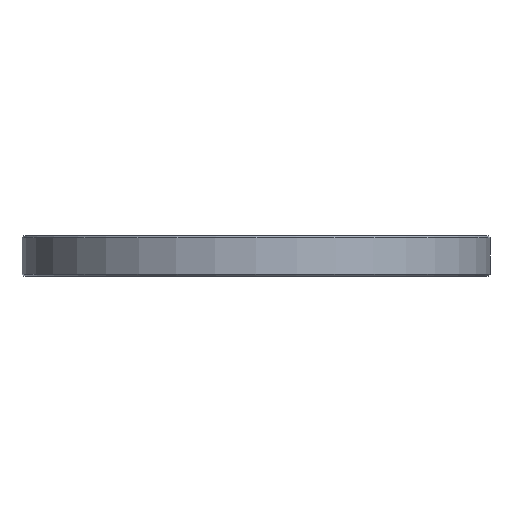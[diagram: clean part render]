
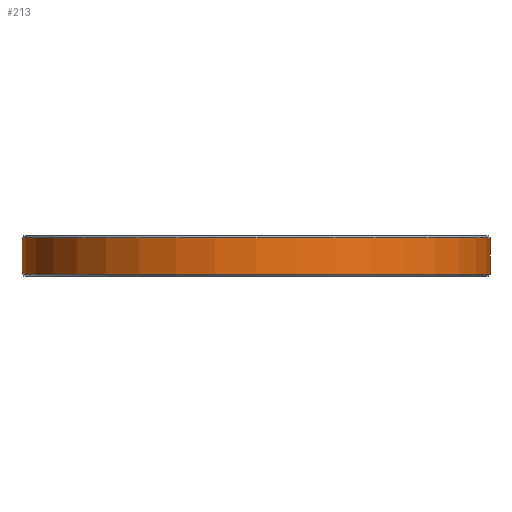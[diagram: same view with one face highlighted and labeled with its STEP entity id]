
A CAD part, front view. The second image highlights one B-rep face of the part: STEP entity #213.
In plain terms, the highlighted cylindrical face has radius 73.025 mm (diameter 146.05 mm), a partial arc.
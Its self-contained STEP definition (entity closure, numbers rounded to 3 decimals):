
#16=CYLINDRICAL_SURFACE('',#248,73.025);
#19=CIRCLE('',#244,73.025);
#22=CIRCLE('',#249,73.025);
#37=FACE_OUTER_BOUND('',#49,.T.);
#49=EDGE_LOOP('',(#173,#174,#175,#176));
#67=LINE('',#366,#85);
#69=LINE('',#372,#87);
#85=VECTOR('',#275,10.);
#87=VECTOR('',#279,10.);
#96=VERTEX_POINT('',#330);
#104=VERTEX_POINT('',#364);
#105=VERTEX_POINT('',#368);
#107=VERTEX_POINT('',#371);
#124=EDGE_CURVE('',#96,#104,#67,.T.);
#126=EDGE_CURVE('',#107,#105,#69,.T.);
#135=EDGE_CURVE('',#107,#104,#19,.T.);
#138=EDGE_CURVE('',#96,#105,#22,.T.);
#173=ORIENTED_EDGE('',*,*,#126,.T.);
#174=ORIENTED_EDGE('',*,*,#138,.F.);
#175=ORIENTED_EDGE('',*,*,#124,.T.);
#176=ORIENTED_EDGE('',*,*,#135,.F.);
#213=ADVANCED_FACE('',(#37),#16,.T.);
#244=AXIS2_PLACEMENT_3D('',#407,#289,#290);
#248=AXIS2_PLACEMENT_3D('',#411,#297,#298);
#249=AXIS2_PLACEMENT_3D('',#412,#299,#300);
#275=DIRECTION('',(0.,0.,-1.));
#279=DIRECTION('',(0.,0.,1.));
#289=DIRECTION('center_axis',(0.,0.,-1.));
#290=DIRECTION('ref_axis',(-1.,0.,0.));
#297=DIRECTION('center_axis',(0.,0.,1.));
#298=DIRECTION('ref_axis',(0.,-1.,0.));
#299=DIRECTION('center_axis',(0.,0.,1.));
#300=DIRECTION('ref_axis',(-1.,0.,0.));
#330=CARTESIAN_POINT('',(-0.05,73.025,12.1));
#364=CARTESIAN_POINT('',(-0.05,73.025,0.6));
#366=CARTESIAN_POINT('',(-0.05,73.025,0.));
#368=CARTESIAN_POINT('',(0.05,73.025,12.1));
#371=CARTESIAN_POINT('',(0.05,73.025,0.6));
#372=CARTESIAN_POINT('',(0.05,73.025,0.));
#407=CARTESIAN_POINT('Origin',(0.,0.,0.6));
#411=CARTESIAN_POINT('Origin',(0.,0.,0.));
#412=CARTESIAN_POINT('Origin',(0.,0.,12.1));
